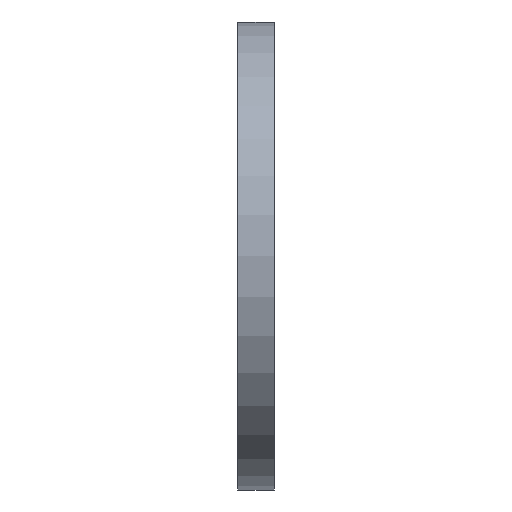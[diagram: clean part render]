
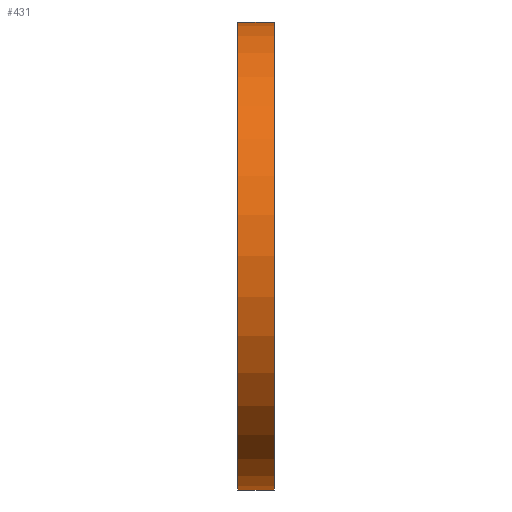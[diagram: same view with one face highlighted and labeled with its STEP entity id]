
A CAD part, left-side view. The second image highlights one B-rep face of the part: STEP entity #431.
In plain terms, the highlighted cylindrical face has radius 16 mm (diameter 32 mm), a partial arc.
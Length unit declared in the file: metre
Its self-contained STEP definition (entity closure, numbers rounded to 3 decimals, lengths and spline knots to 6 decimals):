
#431 = ADVANCED_FACE( 'NONE', ( #969 ), #970, .T. );
#969 = FACE_OUTER_BOUND( '', #1528, .T. );
#970 = CYLINDRICAL_SURFACE( '', #1529, 0.016 );
#1528 = EDGE_LOOP( '', ( #2918, #2919, #2920, #2921 ) );
#1529 = AXIS2_PLACEMENT_3D( '', #2922, #2923, #2924 );
#2918 = ORIENTED_EDGE( '', *, *, #3651, .T. );
#2919 = ORIENTED_EDGE( '', *, *, #3723, .F. );
#2920 = ORIENTED_EDGE( '', *, *, #3452, .F. );
#2921 = ORIENTED_EDGE( '', *, *, #3353, .T. );
#2922 = CARTESIAN_POINT( '', ( 0., 0.0025, 0. ) );
#2923 = DIRECTION( '', ( 0., 1., 0. ) );
#2924 = DIRECTION( '', ( 0., 0., -1. ) );
#3353 = EDGE_CURVE( 'NONE', #4113, #4111, #4114, .T. );
#3452 = EDGE_CURVE( 'NONE', #4113, #4273, #4274, .T. );
#3651 = EDGE_CURVE( 'NONE', #4111, #4553, #4554, .T. );
#3723 = EDGE_CURVE( 'NONE', #4273, #4553, #4638, .T. );
#4111 = VERTEX_POINT( 'NONE', #5134 );
#4113 = VERTEX_POINT( 'NONE', #5137 );
#4114 = LINE( '', #5138, #5139 );
#4273 = VERTEX_POINT( 'NONE', #5351 );
#4274 = CIRCLE( '', #5352, 0.016 );
#4553 = VERTEX_POINT( 'NONE', #5730 );
#4554 = CIRCLE( '', #5731, 0.016 );
#4638 = LINE( '', #5846, #5847 );
#5134 = CARTESIAN_POINT( '', ( 0., 0., -0.016 ) );
#5137 = CARTESIAN_POINT( '', ( 0., 0.0025, -0.016 ) );
#5138 = CARTESIAN_POINT( '', ( 0., 0.0025, -0.016 ) );
#5139 = VECTOR( '', #6151, 1. );
#5351 = CARTESIAN_POINT( '', ( 0., 0.0025, 0.016 ) );
#5352 = AXIS2_PLACEMENT_3D( '', #6271, #6272, #6273 );
#5730 = CARTESIAN_POINT( '', ( 0., 0., 0.016 ) );
#5731 = AXIS2_PLACEMENT_3D( '', #6550, #6551, #6552 );
#5846 = CARTESIAN_POINT( '', ( 0., 0.0025, 0.016 ) );
#5847 = VECTOR( '', #6647, 1. );
#6151 = DIRECTION( '', ( 0., -1., 0. ) );
#6271 = CARTESIAN_POINT( '', ( 0., 0.0025, 0. ) );
#6272 = DIRECTION( '', ( 0., 1., 0. ) );
#6273 = DIRECTION( '', ( 0., 0., 1. ) );
#6550 = CARTESIAN_POINT( '', ( 0., 0., 0. ) );
#6551 = DIRECTION( '', ( 0., 1., 0. ) );
#6552 = DIRECTION( '', ( 0., 0., 1. ) );
#6647 = DIRECTION( '', ( 0., -1., 0. ) );
